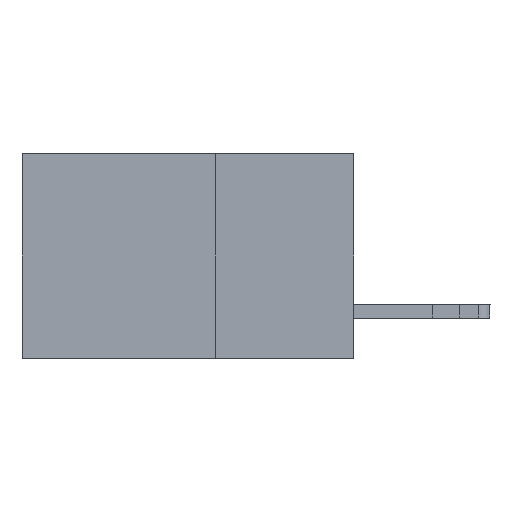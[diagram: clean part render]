
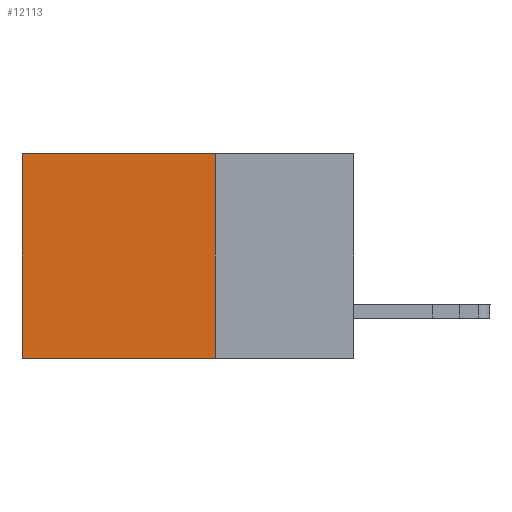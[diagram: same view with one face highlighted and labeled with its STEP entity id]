
A CAD part, left-side view. The second image highlights one B-rep face of the part: STEP entity #12113.
In plain terms, the highlighted planar face has unit normal (-1, 0, 0).
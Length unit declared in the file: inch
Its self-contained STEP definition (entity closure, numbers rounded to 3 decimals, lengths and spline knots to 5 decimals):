
#83 = LINE ( 'NONE', #5429, #2875 ) ;
#864 = CARTESIAN_POINT ( 'NONE',  ( 0.2875, 0.6, -0.37 ) ) ;
#1517 = CARTESIAN_POINT ( 'NONE',  ( 0.2875, 0.25, -0.37 ) ) ;
#1659 = LINE ( 'NONE', #5551, #9863 ) ;
#2875 = VECTOR ( 'NONE', #13732, 39.37008 ) ;
#3256 = VECTOR ( 'NONE', #14954, 39.37008 ) ;
#3595 = CARTESIAN_POINT ( 'NONE',  ( 0.2875, 0.25, 0. ) ) ;
#4798 = ORIENTED_EDGE ( 'NONE', *, *, #8806, .T. ) ;
#4865 = CARTESIAN_POINT ( 'NONE',  ( 0.2875, 0.25, 0. ) ) ;
#4921 = DIRECTION ( 'NONE',  ( 0., 0., -1. ) ) ;
#5149 = VERTEX_POINT ( 'NONE', #864 ) ;
#5166 = CARTESIAN_POINT ( 'NONE',  ( 0.2875, 0.6, 0. ) ) ;
#5429 = CARTESIAN_POINT ( 'NONE',  ( 0.2875, 0.6, 0. ) ) ;
#5447 = ORIENTED_EDGE ( 'NONE', *, *, #10912, .F. ) ;
#5551 = CARTESIAN_POINT ( 'NONE',  ( 0.2875, 0.25, 0. ) ) ;
#5960 = ORIENTED_EDGE ( 'NONE', *, *, #16607, .F. ) ;
#6317 = CARTESIAN_POINT ( 'NONE',  ( 0.2875, 0.25, 0. ) ) ;
#7688 = AXIS2_PLACEMENT_3D ( 'NONE', #6317, #17279, #9007 ) ;
#8485 = DIRECTION ( 'NONE',  ( 0., 1., 0. ) ) ;
#8806 = EDGE_CURVE ( 'NONE', #11553, #5149, #83, .T. ) ;
#9007 = DIRECTION ( 'NONE',  ( 0., 0., -1. ) ) ;
#9863 = VECTOR ( 'NONE', #8485, 39.37008 ) ;
#10604 = LINE ( 'NONE', #16334, #3256 ) ;
#10912 = EDGE_CURVE ( 'NONE', #11839, #5149, #10604, .T. ) ;
#11396 = VERTEX_POINT ( 'NONE', #3595 ) ;
#11553 = VERTEX_POINT ( 'NONE', #5166 ) ;
#11766 = EDGE_LOOP ( 'NONE', ( #4798, #5447, #5960, #13997 ) ) ;
#11839 = VERTEX_POINT ( 'NONE', #1517 ) ;
#12036 = PLANE ( 'NONE',  #7688 ) ;
#12113 = ADVANCED_FACE ( 'NONE', ( #17263 ), #12036, .F. ) ;
#12210 = VECTOR ( 'NONE', #4921, 39.37008 ) ;
#12849 = EDGE_CURVE ( 'NONE', #11396, #11553, #1659, .T. ) ;
#13732 = DIRECTION ( 'NONE',  ( 0., 0., -1. ) ) ;
#13997 = ORIENTED_EDGE ( 'NONE', *, *, #12849, .T. ) ;
#14561 = LINE ( 'NONE', #4865, #12210 ) ;
#14954 = DIRECTION ( 'NONE',  ( 0., 1., 0. ) ) ;
#16334 = CARTESIAN_POINT ( 'NONE',  ( 0.2875, 0.25, -0.37 ) ) ;
#16607 = EDGE_CURVE ( 'NONE', #11396, #11839, #14561, .T. ) ;
#17263 = FACE_OUTER_BOUND ( 'NONE', #11766, .T. ) ;
#17279 = DIRECTION ( 'NONE',  ( 1., 0., 0. ) ) ;
